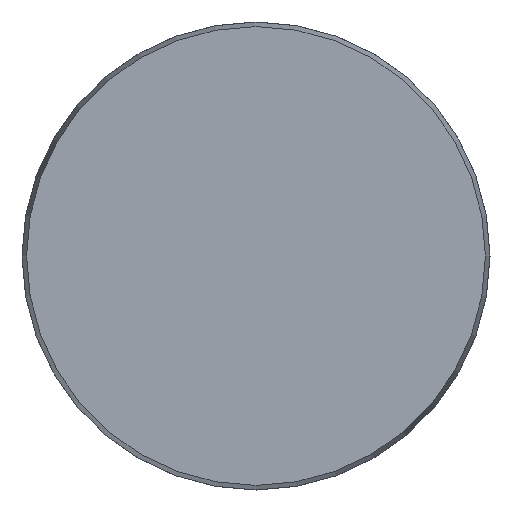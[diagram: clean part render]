
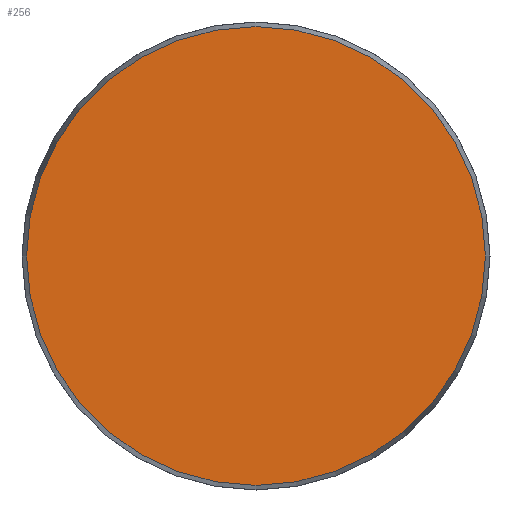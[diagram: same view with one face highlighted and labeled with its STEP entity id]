
A CAD part, front view. The second image highlights one B-rep face of the part: STEP entity #256.
In plain terms, the highlighted planar face has unit normal (0, -1, 0).
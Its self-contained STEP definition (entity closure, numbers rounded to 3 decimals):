
#7 = CARTESIAN_POINT ( 'NONE',  ( 0., 0., -28.425 ) ) ;
#14 = CARTESIAN_POINT ( 'NONE',  ( 0., 0., 0. ) ) ;
#46 = EDGE_CURVE ( 'NONE', #308, #308, #520, .T. ) ;
#60 = DIRECTION ( 'NONE',  ( 0., -1., 0. ) ) ;
#106 = FACE_OUTER_BOUND ( 'NONE', #214, .T. ) ;
#109 = ORIENTED_EDGE ( 'NONE', *, *, #46, .T. ) ;
#195 = DIRECTION ( 'NONE',  ( 0., 1., 0. ) ) ;
#214 = EDGE_LOOP ( 'NONE', ( #109 ) ) ;
#234 = CARTESIAN_POINT ( 'NONE',  ( -28.425, 0., 0. ) ) ;
#256 = ADVANCED_FACE ( 'NONE', ( #106 ), #540, .F. ) ;
#269 = DIRECTION ( 'NONE',  ( 0., 0., -1. ) ) ;
#308 = VERTEX_POINT ( 'NONE', #7 ) ;
#362 = DIRECTION ( 'NONE',  ( 0., 0., 1. ) ) ;
#441 = AXIS2_PLACEMENT_3D ( 'NONE', #14, #60, #269 ) ;
#447 = AXIS2_PLACEMENT_3D ( 'NONE', #234, #195, #362 ) ;
#520 = CIRCLE ( 'NONE', #441, 28.425 ) ;
#540 = PLANE ( 'NONE',  #447 ) ;
